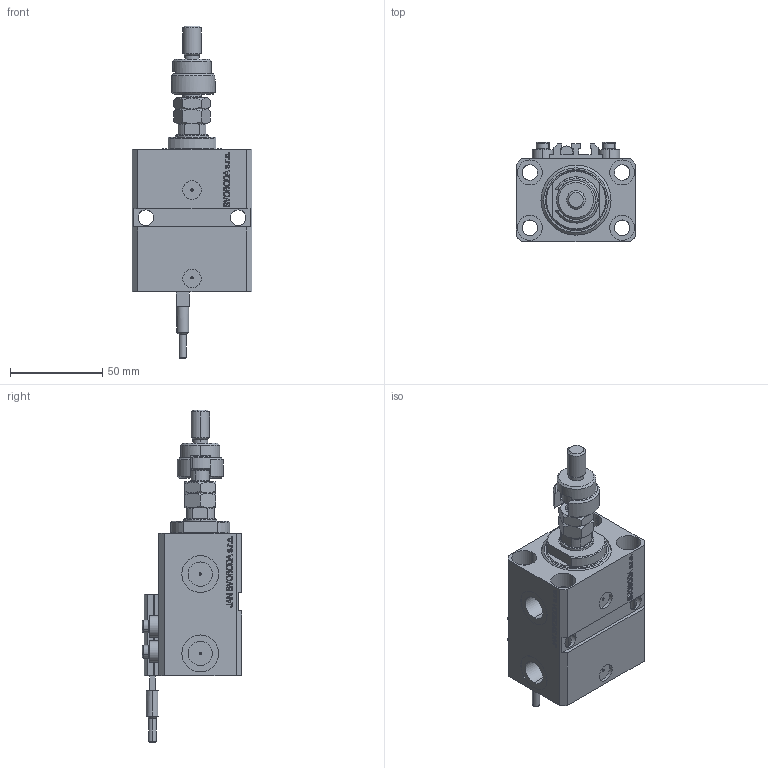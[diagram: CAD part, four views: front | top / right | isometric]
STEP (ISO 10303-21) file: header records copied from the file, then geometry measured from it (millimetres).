
FILE_DESCRIPTION (( 'STEP AP203' ), '1' );
FILE_NAME ('0df7.STEP', '2021-09-24T10:27:14', ( '' ), ( '' ), 'SwSTEP 2.0', 'SolidWorks 2019', '' );
FILE_SCHEMA (( 'CONFIG_CONTROL_DESIGN' ));
Length unit declared in the file: millimetre
Products named in the file (9): V250CE_E 8c24cec3658fb03f7bbb31570ca59c36; DFA 8c24cec3658fb03f7bbb31570ca59c36; FEMALE_PART_FOR_DFA 8c24cec3658fb03f7bbb31570ca59c36; 0df7; ALLEN BOLT V250CE 8c24cec3658fb03f7bbb31570ca59c36; MFA 8c24cec3658fb03f7bbb31570ca59c36; V250CE_C_VCP 8c24cec3658fb03f7bbb31570ca59c36; V250CE_VC_E 8c24cec3658fb03f7bbb31570ca59c36; SWITCH_V250CE 8c24cec3658fb03f7bbb31570ca59c36
Assembly tree (11 placements, depth 3):
  0df7
    V250CE_E 8c24cec3658fb03f7bbb31570ca59c36
    ALLEN BOLT V250CE 8c24cec3658fb03f7bbb31570ca59c36  x4
    V250CE_C_VCP 8c24cec3658fb03f7bbb31570ca59c36
    V250CE_VC_E 8c24cec3658fb03f7bbb31570ca59c36
    DFA 8c24cec3658fb03f7bbb31570ca59c36
      FEMALE_PART_FOR_DFA 8c24cec3658fb03f7bbb31570ca59c36
      MFA 8c24cec3658fb03f7bbb31570ca59c36
    SWITCH_V250CE 8c24cec3658fb03f7bbb31570ca59c36
Bounding box: 65 x 54 x 179.9 mm (x, y, z)
Volume: 209737.9 mm3; surface area: 69222.3 mm2
Topology: 11 solids, 11 shells, 1194 faces, 2947 edges, 1894 vertices
Faces by surface type: plane 559, bspline 360, cylinder 157, cone 98, torus 20
Entity records: 51297 total; most frequent: CARTESIAN_POINT 25974, ORIENTED_EDGE 5584, DIRECTION 3846, EDGE_CURVE 2792, VERTEX_POINT 1810, VECTOR 1622, LINE 1622, EDGE_LOOP 1262
